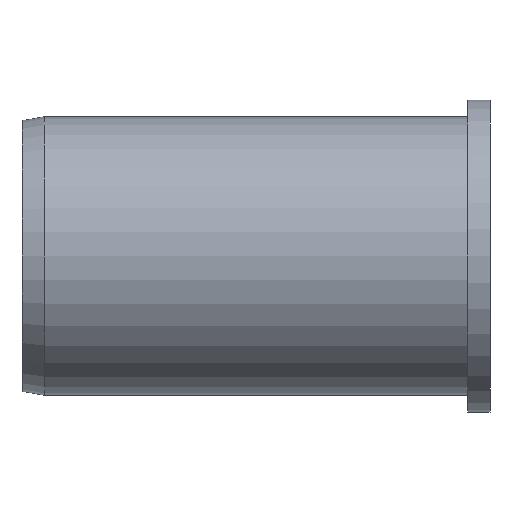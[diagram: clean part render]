
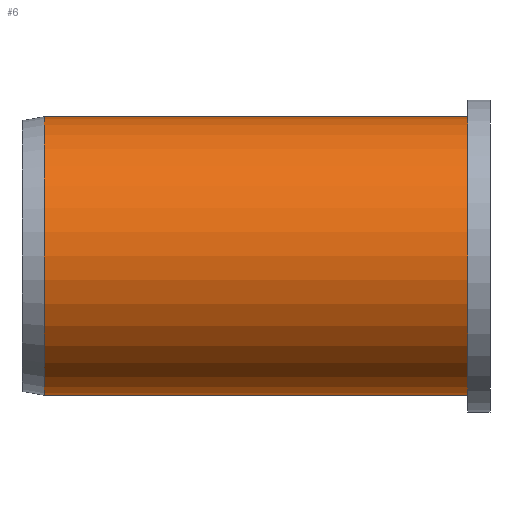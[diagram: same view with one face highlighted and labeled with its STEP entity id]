
A CAD part, left-side view. The second image highlights one B-rep face of the part: STEP entity #6.
In plain terms, the highlighted cylindrical face has radius 6.25 mm (diameter 12.5 mm), a partial arc.
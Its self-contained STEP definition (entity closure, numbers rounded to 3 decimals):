
#6 = ADVANCED_FACE ( 'NONE', ( #262 ), #256, .T. ) ;
#19 = EDGE_CURVE ( 'NONE', #290, #291, #244, .T. ) ;
#32 = EDGE_CURVE ( 'NONE', #296, #288, #231, .T. ) ;
#33 = AXIS2_PLACEMENT_3D ( 'NONE', #157, #156, #155 ) ;
#41 = AXIS2_PLACEMENT_3D ( 'NONE', #177, #173, #183 ) ;
#48 = EDGE_CURVE ( 'NONE', #291, #288, #220, .T. ) ;
#49 = EDGE_CURVE ( 'NONE', #290, #296, #219, .T. ) ;
#53 = AXIS2_PLACEMENT_3D ( 'NONE', #200, #199, #195 ) ;
#104 = CARTESIAN_POINT ( 'NONE',  ( 0., 20., 6.25 ) ) ;
#108 = CARTESIAN_POINT ( 'NONE',  ( 0., 1., -6.25 ) ) ;
#109 = CARTESIAN_POINT ( 'NONE',  ( 0., 1., 6.25 ) ) ;
#110 = CARTESIAN_POINT ( 'NONE',  ( 0., 20., -6.25 ) ) ;
#124 = DIRECTION ( 'NONE',  ( 0., 1., 0. ) ) ;
#126 = CARTESIAN_POINT ( 'NONE',  ( 0., 1., 6.25 ) ) ;
#135 = DIRECTION ( 'NONE',  ( 0., 1., 0. ) ) ;
#136 = CARTESIAN_POINT ( 'NONE',  ( 0., 1., -6.25 ) ) ;
#155 = DIRECTION ( 'NONE',  ( 0., 0., -1. ) ) ;
#156 = DIRECTION ( 'NONE',  ( 0., -1., 0. ) ) ;
#157 = CARTESIAN_POINT ( 'NONE',  ( 0., 20., 0. ) ) ;
#173 = DIRECTION ( 'NONE',  ( 0., 1., 0. ) ) ;
#177 = CARTESIAN_POINT ( 'NONE',  ( 0., 1., 0. ) ) ;
#183 = DIRECTION ( 'NONE',  ( 0., 0., 1. ) ) ;
#195 = DIRECTION ( 'NONE',  ( 0., 0., 1. ) ) ;
#199 = DIRECTION ( 'NONE',  ( 0., -1., 0. ) ) ;
#200 = CARTESIAN_POINT ( 'NONE',  ( 0., 1., 0. ) ) ;
#217 = VECTOR ( 'NONE', #124, 1000. ) ;
#218 = VECTOR ( 'NONE', #135, 1000. ) ;
#219 = LINE ( 'NONE', #126, #217 ) ;
#220 = LINE ( 'NONE', #136, #218 ) ;
#231 = CIRCLE ( 'NONE', #33, 6.25 ) ;
#244 = CIRCLE ( 'NONE', #53, 6.25 ) ;
#256 = CYLINDRICAL_SURFACE ( 'NONE', #41, 6.25 ) ;
#262 = FACE_OUTER_BOUND ( 'NONE', #280, .T. ) ;
#280 = EDGE_LOOP ( 'NONE', ( #328, #303, #299, #306 ) ) ;
#288 = VERTEX_POINT ( 'NONE', #110 ) ;
#290 = VERTEX_POINT ( 'NONE', #109 ) ;
#291 = VERTEX_POINT ( 'NONE', #108 ) ;
#296 = VERTEX_POINT ( 'NONE', #104 ) ;
#299 = ORIENTED_EDGE ( 'NONE', *, *, #49, .T. ) ;
#303 = ORIENTED_EDGE ( 'NONE', *, *, #19, .F. ) ;
#306 = ORIENTED_EDGE ( 'NONE', *, *, #32, .T. ) ;
#328 = ORIENTED_EDGE ( 'NONE', *, *, #48, .F. ) ;
